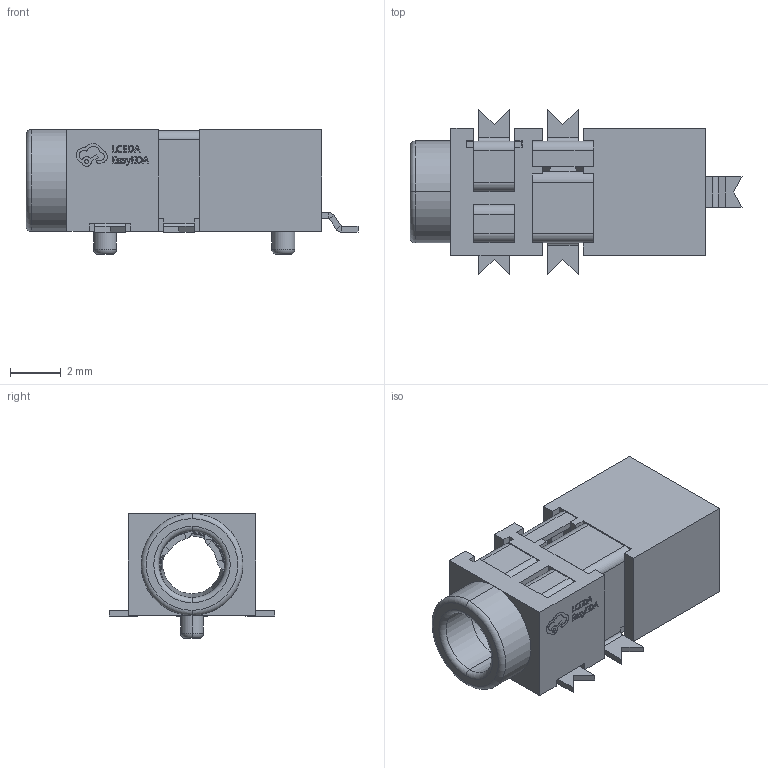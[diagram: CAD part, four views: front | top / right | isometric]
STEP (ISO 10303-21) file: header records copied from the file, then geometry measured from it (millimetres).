
FILE_DESCRIPTION (( 'STEP AP214' ), '1' );
FILE_NAME ('AUDIO-SMD_L10.0-W5.0-H4.0-5P.step', '2022-06-16T10:20:15', ( '' ), ( '' ), 'SwSTEP 2.0', 'SolidWorks 2020', '' );
FILE_SCHEMA (( 'AUTOMOTIVE_DESIGN' ));
Length unit declared in the file: millimetre
Products named in the file (1): AUDIO-SMD_L10.0-W5.0-H4.0-5P
Bounding box: 13.03 x 6.5 x 4.9 mm (x, y, z)
Volume: 133.8 mm3; surface area: 493.7 mm2
Topology: 2 solids, 2 shells, 499 faces, 1352 edges, 862 vertices
Faces by surface type: plane 330, bspline 98, cylinder 61, torus 8, cone 2
Entity records: 21593 total; most frequent: CARTESIAN_POINT 4059, ORIENTED_EDGE 2704, DIRECTION 2131, EDGE_CURVE 1352, LINE 955, VECTOR 955, VERTEX_POINT 862, AXIS2_PLACEMENT_3D 588
